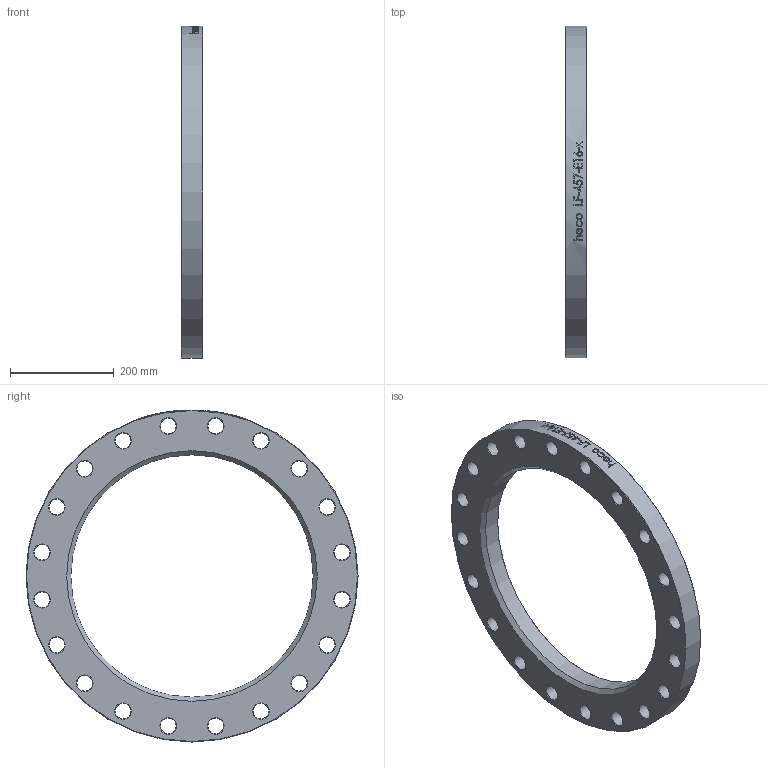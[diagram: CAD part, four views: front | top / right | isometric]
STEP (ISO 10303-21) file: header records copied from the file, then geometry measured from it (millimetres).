
FILE_DESCRIPTION (( 'STEP AP214' ), '1' );
FILE_NAME ('LF-457-E16-x Loser Flansch 2101.STEP', '2021-01-22T09:00:39', ( '' ), ( '' ), 'SwSTEP 2.0', 'SolidWorks 2019', '' );
FILE_SCHEMA (( 'AUTOMOTIVE_DESIGN' ));
Length unit declared in the file: millimetre
Products named in the file (1): LF-457-E16-x Loser Flansch 2101
Bounding box: 42 x 640 x 640 mm (x, y, z)
Volume: 5660819.7 mm3; surface area: 485521.7 mm2
Topology: 1 solids, 1 shells, 88 faces, 330 edges, 263 vertices
Faces by surface type: cone 44, cylinder 42, plane 2
Full cylindrical faces by diameter (mm): 30 x20, 467 x1, 640 x1
Entity records: 6005 total; most frequent: CARTESIAN_POINT 3260, ORIENTED_EDGE 478, DIRECTION 474, EDGE_CURVE 239, VERTEX_POINT 239, AXIS2_PLACEMENT_3D 220, EDGE_LOOP 216, CIRCLE 131
